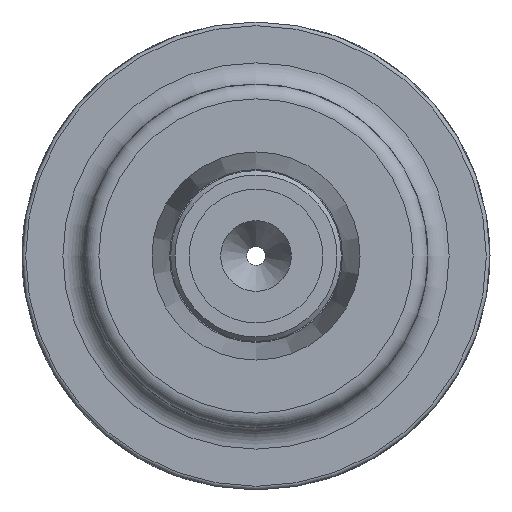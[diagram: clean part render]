
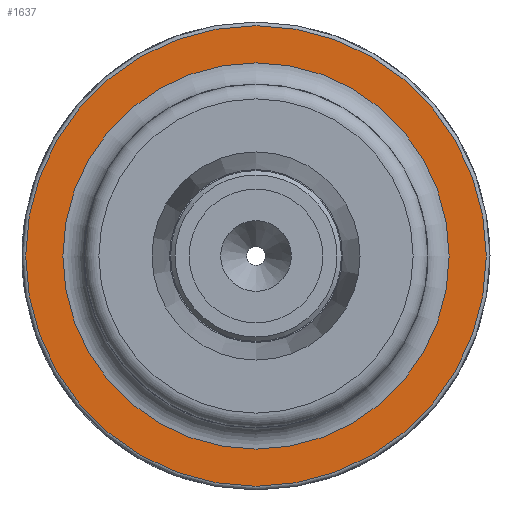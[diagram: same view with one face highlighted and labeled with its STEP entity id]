
A CAD part, left-side view. The second image highlights one B-rep face of the part: STEP entity #1637.
In plain terms, the highlighted planar face has unit normal (-1, 0, 0).
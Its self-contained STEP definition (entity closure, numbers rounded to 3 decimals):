
#1520=CARTESIAN_POINT('',(-22.,0.0,26.));
#1521=VERTEX_POINT('',#1520);
#1522=CARTESIAN_POINT('',(-22.,0.0,0.0));
#1523=DIRECTION('',(-1.0,0.0,0.0));
#1524=DIRECTION('',(0.0,0.0,1.0));
#1525=AXIS2_PLACEMENT_3D('',#1522,#1523,#1524);
#1526=CIRCLE('',#1525,26.);
#1527=EDGE_CURVE('',#1521,#1521,#1526,.T.);
#1618=CARTESIAN_POINT('',(-22.,31.5,0.0));
#1619=DIRECTION('',(-1.0,0.0,0.0));
#1620=DIRECTION('',(0.0,0.0,1.0));
#1621=AXIS2_PLACEMENT_3D('',#1618,#1619,#1620);
#1622=PLANE('',#1621);
#1623=CARTESIAN_POINT('',(-22.,31.,0.));
#1624=VERTEX_POINT('',#1623);
#1625=CARTESIAN_POINT('',(-22.,0.,0.0));
#1626=DIRECTION('',(1.0,0.0,0.0));
#1627=DIRECTION('',(0.0,-1.0,0.0));
#1628=AXIS2_PLACEMENT_3D('',#1625,#1626,#1627);
#1629=CIRCLE('',#1628,31.);
#1630=EDGE_CURVE('',#1624,#1624,#1629,.T.);
#1631=ORIENTED_EDGE('',*,*,#1630,.F.);
#1632=EDGE_LOOP('',(#1631));
#1633=FACE_OUTER_BOUND('',#1632,.T.);
#1634=ORIENTED_EDGE('',*,*,#1527,.F.);
#1635=EDGE_LOOP('',(#1634));
#1636=FACE_BOUND('',#1635,.T.);
#1637=ADVANCED_FACE('',(#1633,#1636),#1622,.T.);
